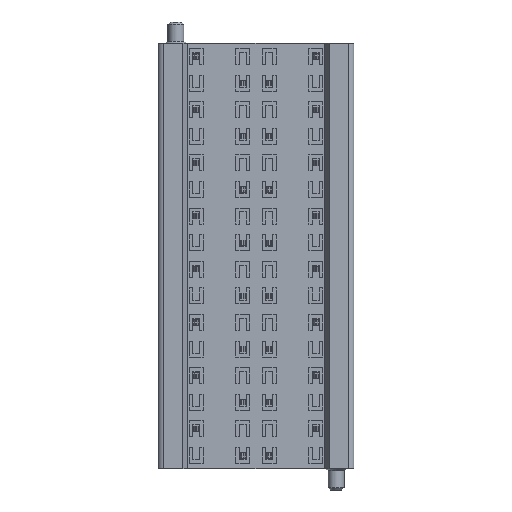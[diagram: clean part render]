
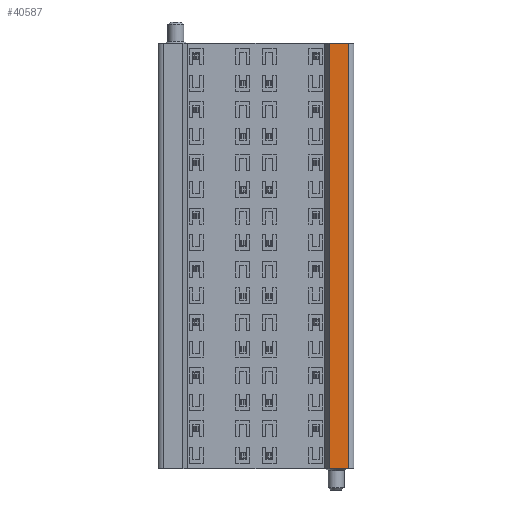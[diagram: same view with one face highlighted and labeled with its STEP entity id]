
A CAD part, front view. The second image highlights one B-rep face of the part: STEP entity #40587.
In plain terms, the highlighted planar face has unit normal (0, -1, 0).
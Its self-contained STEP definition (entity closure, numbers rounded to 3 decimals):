
#8904=DIRECTION('',(0.,0.,1.));
#8905=VECTOR('',#8904,80.);
#8906=CARTESIAN_POINT('',(-1461.157,-3768.091,-65.));
#8907=LINE('',#8906,#8905);
#8908=DIRECTION('',(1.,0.,0.));
#8909=VECTOR('',#8908,3.65);
#8910=CARTESIAN_POINT('',(-1461.157,-3768.091,
15.));
#8911=LINE('',#8910,#8909);
#8912=DIRECTION('',(0.,0.,1.));
#8913=VECTOR('',#8912,80.);
#8914=CARTESIAN_POINT('',(-1457.507,-3768.091,-65.));
#8915=LINE('',#8914,#8913);
#14526=DIRECTION('',(1.,0.,0.));
#14527=VECTOR('',#14526,3.65);
#14528=CARTESIAN_POINT('',(-1461.157,-3768.091,-65.));
#14529=LINE('',#14528,#14527);
#15362=CARTESIAN_POINT('',(-1457.507,-3768.091,
15.));
#15363=VERTEX_POINT('',#15362);
#15364=CARTESIAN_POINT('',(-1461.157,-3768.091,
15.));
#15365=VERTEX_POINT('',#15364);
#18976=CARTESIAN_POINT('',(-1461.157,-3768.091,-65.));
#18977=VERTEX_POINT('',#18976);
#18978=CARTESIAN_POINT('',(-1457.507,-3768.091,-65.));
#18979=VERTEX_POINT('',#18978);
#40573=CARTESIAN_POINT('',(-1457.507,-3768.091,
10.));
#40574=DIRECTION('',(0.,1.,0.));
#40575=DIRECTION('',(-1.,0.,0.));
#40576=AXIS2_PLACEMENT_3D('',#40573,#40574,#40575);
#40577=PLANE('',#40576);
#40579=ORIENTED_EDGE('',*,*,#40578,.F.);
#40581=ORIENTED_EDGE('',*,*,#40580,.F.);
#40582=ORIENTED_EDGE('',*,*,#40556,.T.);
#40584=ORIENTED_EDGE('',*,*,#40583,.T.);
#40585=EDGE_LOOP('',(#40579,#40581,#40582,#40584));
#40586=FACE_OUTER_BOUND('',#40585,.F.);
#40556=EDGE_CURVE('',#18977,#15365,#8907,.T.);
#40578=EDGE_CURVE('',#18979,#15363,#8915,.T.);
#40580=EDGE_CURVE('',#18977,#18979,#14529,.T.);
#40583=EDGE_CURVE('',#15365,#15363,#8911,.T.);
#40587=ADVANCED_FACE('',(#40586),#40577,.F.);
